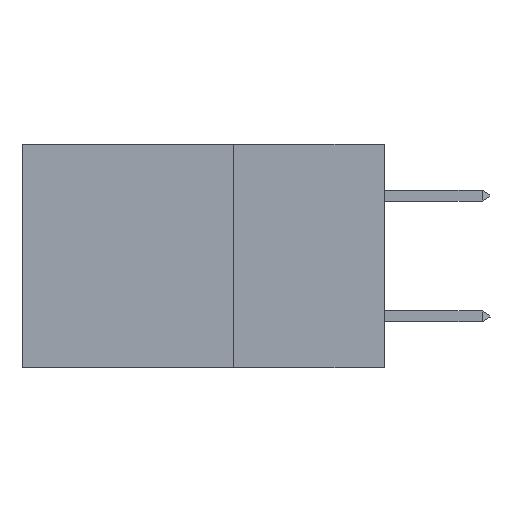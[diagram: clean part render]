
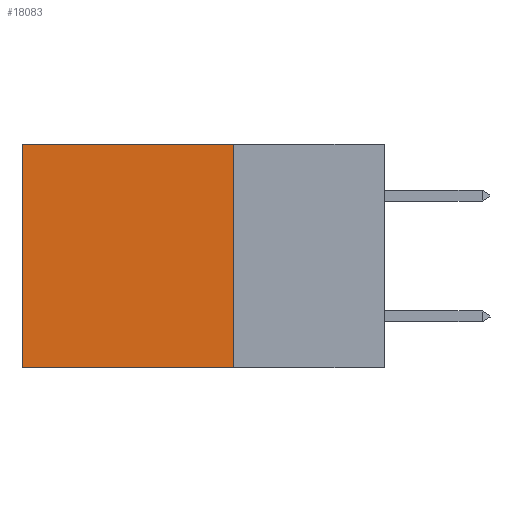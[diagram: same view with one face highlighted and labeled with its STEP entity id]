
A CAD part, left-side view. The second image highlights one B-rep face of the part: STEP entity #18083.
In plain terms, the highlighted planar face has unit normal (-1, 0, 0).
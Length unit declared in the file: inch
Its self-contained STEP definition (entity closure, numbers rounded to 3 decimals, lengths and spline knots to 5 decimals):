
#1858 = CARTESIAN_POINT ( 'NONE',  ( 0.2875, 0.25, 0. ) ) ;
#3030 = DIRECTION ( 'NONE',  ( 0., 1., 0. ) ) ;
#3244 = DIRECTION ( 'NONE',  ( 0., 0., -1. ) ) ;
#3472 = VECTOR ( 'NONE', #28612, 39.37008 ) ;
#3584 = ORIENTED_EDGE ( 'NONE', *, *, #22769, .F. ) ;
#5220 = AXIS2_PLACEMENT_3D ( 'NONE', #14590, #16808, #3244 ) ;
#6971 = EDGE_CURVE ( 'NONE', #21197, #21734, #13484, .T. ) ;
#7444 = VECTOR ( 'NONE', #21986, 39.37008 ) ;
#10980 = ORIENTED_EDGE ( 'NONE', *, *, #15273, .F. ) ;
#12085 = ORIENTED_EDGE ( 'NONE', *, *, #28428, .T. ) ;
#12340 = PLANE ( 'NONE',  #5220 ) ;
#13484 = LINE ( 'NONE', #26225, #7444 ) ;
#13870 = CARTESIAN_POINT ( 'NONE',  ( 0.2875, 0.25, -0.37 ) ) ;
#13885 = VECTOR ( 'NONE', #16333, 39.37008 ) ;
#14590 = CARTESIAN_POINT ( 'NONE',  ( 0.2875, 0.25, 0. ) ) ;
#15273 = EDGE_CURVE ( 'NONE', #28047, #21508, #16656, .T. ) ;
#15561 = LINE ( 'NONE', #1858, #3472 ) ;
#16333 = DIRECTION ( 'NONE',  ( 0., 0., -1. ) ) ;
#16656 = LINE ( 'NONE', #25082, #13885 ) ;
#16755 = CARTESIAN_POINT ( 'NONE',  ( 0.2875, 0.6, -0.37 ) ) ;
#16808 = DIRECTION ( 'NONE',  ( 1., 0., 0. ) ) ;
#18035 = EDGE_LOOP ( 'NONE', ( #23815, #3584, #10980, #12085 ) ) ;
#18083 = ADVANCED_FACE ( 'NONE', ( #27423 ), #12340, .F. ) ;
#18877 = CARTESIAN_POINT ( 'NONE',  ( 0.2875, 0.25, -0.37 ) ) ;
#21197 = VERTEX_POINT ( 'NONE', #21744 ) ;
#21508 = VERTEX_POINT ( 'NONE', #13870 ) ;
#21734 = VERTEX_POINT ( 'NONE', #16755 ) ;
#21744 = CARTESIAN_POINT ( 'NONE',  ( 0.2875, 0.6, 0. ) ) ;
#21986 = DIRECTION ( 'NONE',  ( 0., 0., -1. ) ) ;
#22769 = EDGE_CURVE ( 'NONE', #21508, #21734, #22941, .T. ) ;
#22941 = LINE ( 'NONE', #18877, #28643 ) ;
#23815 = ORIENTED_EDGE ( 'NONE', *, *, #6971, .T. ) ;
#25082 = CARTESIAN_POINT ( 'NONE',  ( 0.2875, 0.25, 0. ) ) ;
#26225 = CARTESIAN_POINT ( 'NONE',  ( 0.2875, 0.6, 0. ) ) ;
#27423 = FACE_OUTER_BOUND ( 'NONE', #18035, .T. ) ;
#28047 = VERTEX_POINT ( 'NONE', #28364 ) ;
#28364 = CARTESIAN_POINT ( 'NONE',  ( 0.2875, 0.25, 0. ) ) ;
#28428 = EDGE_CURVE ( 'NONE', #28047, #21197, #15561, .T. ) ;
#28612 = DIRECTION ( 'NONE',  ( 0., 1., 0. ) ) ;
#28643 = VECTOR ( 'NONE', #3030, 39.37008 ) ;
